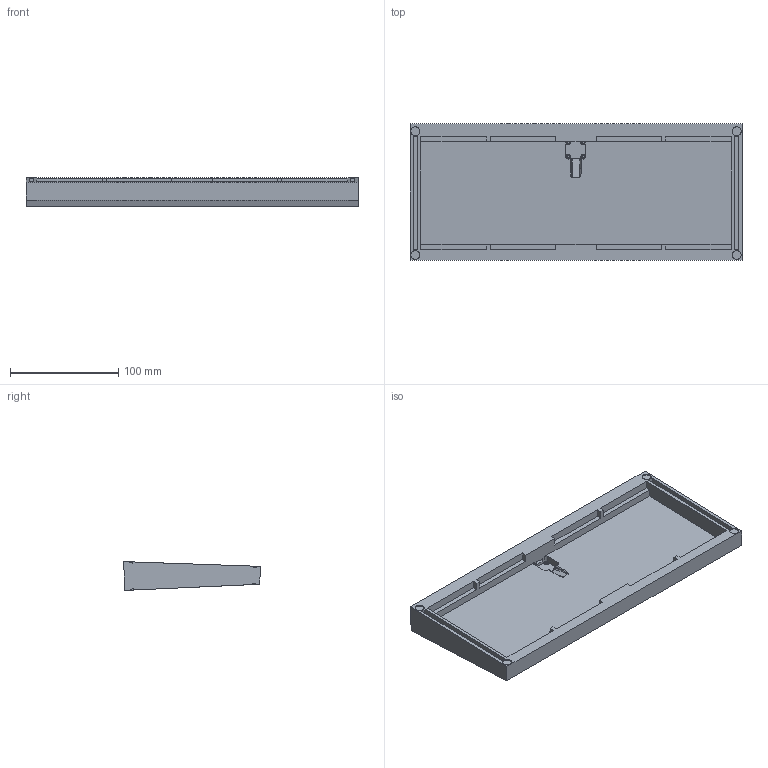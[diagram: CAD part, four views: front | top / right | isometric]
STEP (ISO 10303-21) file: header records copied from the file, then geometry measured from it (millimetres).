
FILE_DESCRIPTION(/* description */ ('STEP AP242','CAx-IF Rec.Pracs.---Representation and Presentation of Product Manufacturing Information (PMI)---4.0---2014-10-13','CAx-IF Rec.Pracs.---3D Tessellated Geometry---0.4---2014-09-14','2;1'),/* implementation_level */ '2;1');
FILE_NAME(/* name */ '63cacd0e1e3b935250e7d4f3',/* time_stamp */ '2023-01-20T17:19:11+00:00',/* author */ (''),/* organization */ (''),/* preprocessor_version */ 'ST-DEVELOPER v18.102',/* originating_system */ ' ',/* authorisation */ ' ');
FILE_SCHEMA (('AP242_MANAGED_MODEL_BASED_3D_ENGINEERING_MIM_LF { 1 0 10303 442 1 1 4 }'));
Length unit declared in the file: metre
Products named in the file (1): Bottom
Bounding box: 306.15 x 126.11 x 26.56 mm (x, y, z)
Volume: 405270.8 mm3; surface area: 110240.3 mm2
Topology: 1 solids, 1 shells, 122 faces, 305 edges, 201 vertices
Faces by surface type: plane 84, cylinder 32, cone 4, bspline 2
Full cylindrical faces by diameter (mm): 2.2 x4, 3.5 x4, 8.2 x4, 8.3 x4
Entity records: 3565 total; most frequent: CARTESIAN_POINT 693, DIRECTION 575, ORIENTED_EDGE 562, EDGE_CURVE 281, LINE 201, VECTOR 201, VERTEX_POINT 197, AXIS2_PLACEMENT_3D 187
